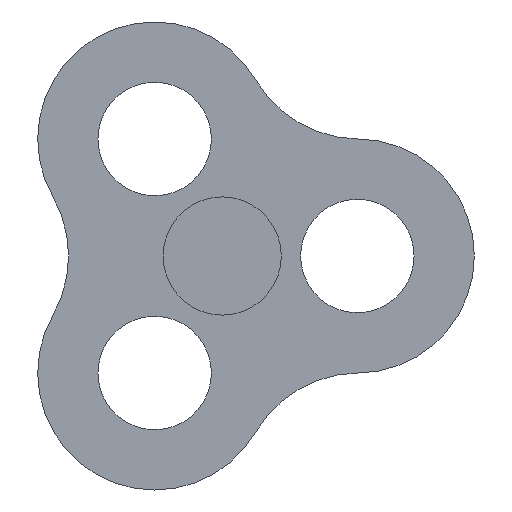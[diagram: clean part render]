
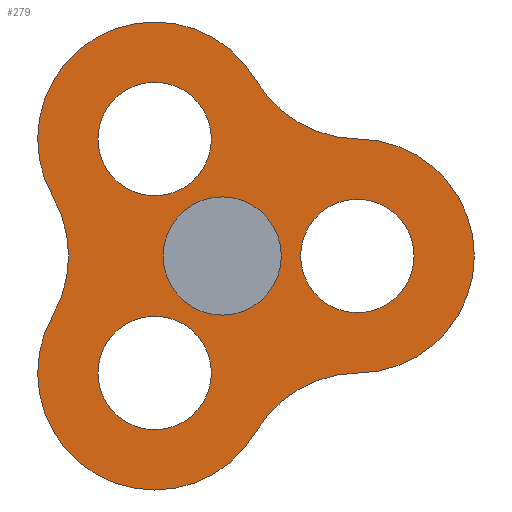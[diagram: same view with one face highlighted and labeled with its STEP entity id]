
A CAD part, front view. The second image highlights one B-rep face of the part: STEP entity #279.
In plain terms, the highlighted planar face has unit normal (0, -1, 0).
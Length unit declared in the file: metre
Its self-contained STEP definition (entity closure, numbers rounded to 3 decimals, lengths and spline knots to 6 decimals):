
#13=PLANE('',#335);
#78=ORIENTED_EDGE('',*,*,#130,.F.);
#79=ORIENTED_EDGE('',*,*,#124,.F.);
#80=ORIENTED_EDGE('',*,*,#122,.F.);
#81=ORIENTED_EDGE('',*,*,#120,.F.);
#82=ORIENTED_EDGE('',*,*,#103,.F.);
#83=ORIENTED_EDGE('',*,*,#105,.T.);
#84=ORIENTED_EDGE('',*,*,#111,.F.);
#85=ORIENTED_EDGE('',*,*,#112,.T.);
#86=ORIENTED_EDGE('',*,*,#118,.F.);
#87=ORIENTED_EDGE('',*,*,#125,.T.);
#103=EDGE_CURVE('',#138,#139,#163,.T.);
#105=EDGE_CURVE('',#138,#140,#164,.T.);
#111=EDGE_CURVE('',#144,#140,#168,.T.);
#112=EDGE_CURVE('',#144,#145,#169,.T.);
#118=EDGE_CURVE('',#149,#145,#173,.T.);
#120=EDGE_CURVE('',#151,#151,#175,.T.);
#122=EDGE_CURVE('',#153,#153,#177,.T.);
#124=EDGE_CURVE('',#155,#155,#179,.T.);
#125=EDGE_CURVE('',#149,#139,#180,.T.);
#130=EDGE_CURVE('',#156,#156,#185,.T.);
#138=VERTEX_POINT('',#461);
#139=VERTEX_POINT('',#463);
#140=VERTEX_POINT('',#467);
#144=VERTEX_POINT('',#477);
#145=VERTEX_POINT('',#481);
#149=VERTEX_POINT('',#491);
#151=VERTEX_POINT('',#497);
#153=VERTEX_POINT('',#502);
#155=VERTEX_POINT('',#507);
#156=VERTEX_POINT('',#517);
#163=CIRCLE('',#304,0.0254);
#164=CIRCLE('',#306,0.024747);
#168=CIRCLE('',#311,0.0254);
#169=CIRCLE('',#313,0.024747);
#173=CIRCLE('',#318,0.0254);
#175=CIRCLE('',#321,0.012);
#177=CIRCLE('',#324,0.012);
#179=CIRCLE('',#327,0.012);
#180=CIRCLE('',#329,0.024747);
#185=CIRCLE('',#336,0.0125);
#206=EDGE_LOOP('',(#78));
#207=EDGE_LOOP('',(#79));
#208=EDGE_LOOP('',(#80));
#209=EDGE_LOOP('',(#81));
#210=EDGE_LOOP('',(#82,#83,#84,#85,#86,#87));
#239=FACE_BOUND('',#206,.T.);
#240=FACE_BOUND('',#207,.T.);
#241=FACE_BOUND('',#208,.T.);
#242=FACE_BOUND('',#209,.T.);
#243=FACE_BOUND('',#210,.T.);
#279=ADVANCED_FACE('',(#239,#240,#241,#242,#243),#13,.T.);
#304=AXIS2_PLACEMENT_3D('',#462,#358,#359);
#306=AXIS2_PLACEMENT_3D('',#466,#363,#364);
#311=AXIS2_PLACEMENT_3D('',#478,#375,#376);
#313=AXIS2_PLACEMENT_3D('',#480,#379,#380);
#318=AXIS2_PLACEMENT_3D('',#492,#391,#392);
#321=AXIS2_PLACEMENT_3D('',#496,#397,#398);
#324=AXIS2_PLACEMENT_3D('',#501,#403,#404);
#327=AXIS2_PLACEMENT_3D('',#506,#409,#410);
#329=AXIS2_PLACEMENT_3D('',#509,#413,#414);
#335=AXIS2_PLACEMENT_3D('',#515,#425,#426);
#336=AXIS2_PLACEMENT_3D('',#516,#427,#428);
#358=DIRECTION('',(0.,-1.,0.));
#359=DIRECTION('',(0.,0.,-1.));
#363=DIRECTION('',(0.,-1.,0.));
#364=DIRECTION('',(0.,0.,-1.));
#375=DIRECTION('',(0.,-1.,0.));
#376=DIRECTION('',(0.,0.,-1.));
#379=DIRECTION('',(0.,-1.,0.));
#380=DIRECTION('',(0.,0.,-1.));
#391=DIRECTION('',(0.,-1.,0.));
#392=DIRECTION('',(0.,0.,-1.));
#397=DIRECTION('',(0.,-1.,0.));
#398=DIRECTION('',(0.,0.,-1.));
#403=DIRECTION('',(0.,-1.,0.));
#404=DIRECTION('',(0.,0.,-1.));
#409=DIRECTION('',(0.,-1.,0.));
#410=DIRECTION('',(0.,0.,-1.));
#413=DIRECTION('',(0.,-1.,0.));
#414=DIRECTION('',(0.,0.,-1.));
#425=DIRECTION('',(0.,-1.,0.));
#426=DIRECTION('',(1.,0.,0.));
#427=DIRECTION('',(0.,-1.,0.));
#428=DIRECTION('',(0.,0.,-1.));
#461=CARTESIAN_POINT('',(-0.035811,-0.158,-0.012535));
#462=CARTESIAN_POINT('',(-0.057903,-0.158,0.));
#463=CARTESIAN_POINT('',(-0.035811,-0.158,0.012535));
#466=CARTESIAN_POINT('',(-0.014288,-0.158,-0.024747));
#467=CARTESIAN_POINT('',(0.00705,-0.158,-0.037281));
#477=CARTESIAN_POINT('',(0.028761,-0.158,-0.024746));
#478=CARTESIAN_POINT('',(0.028951,-0.158,-0.050145));
#480=CARTESIAN_POINT('',(0.028575,-0.158,0.));
#481=CARTESIAN_POINT('',(0.028761,-0.158,0.024746));
#491=CARTESIAN_POINT('',(0.00705,-0.158,0.037281));
#492=CARTESIAN_POINT('',(0.028951,-0.158,0.050145));
#496=CARTESIAN_POINT('',(-0.014288,-0.158,0.024747));
#497=CARTESIAN_POINT('',(-0.014288,-0.158,0.012747));
#501=CARTESIAN_POINT('',(0.028575,-0.158,0.));
#502=CARTESIAN_POINT('',(0.028575,-0.158,-0.012));
#506=CARTESIAN_POINT('',(-0.014288,-0.158,-0.024747));
#507=CARTESIAN_POINT('',(-0.014288,-0.158,-0.036747));
#509=CARTESIAN_POINT('',(-0.014287,-0.158,0.024747));
#515=CARTESIAN_POINT('',(0.007144,-0.158,0.));
#516=CARTESIAN_POINT('',(0.,-0.158,0.));
#517=CARTESIAN_POINT('',(0.,-0.158,-0.0125));
